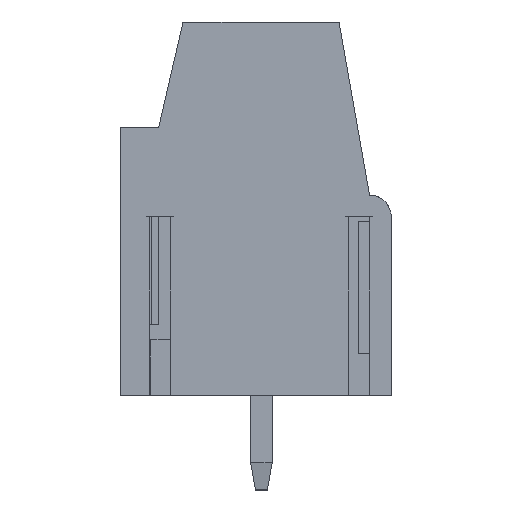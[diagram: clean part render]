
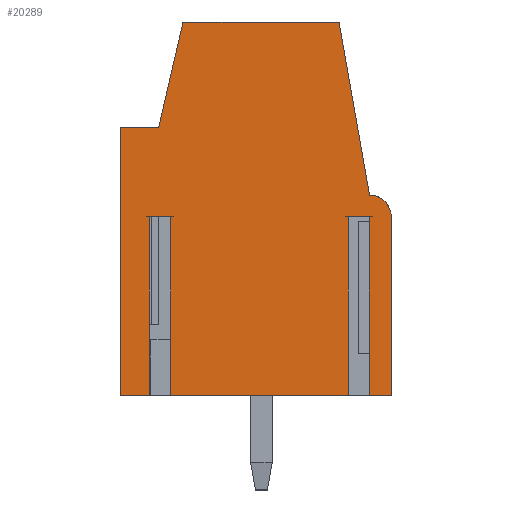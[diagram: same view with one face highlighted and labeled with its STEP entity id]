
A CAD part, left-side view. The second image highlights one B-rep face of the part: STEP entity #20289.
In plain terms, the highlighted planar face has unit normal (-1, 0, 0).
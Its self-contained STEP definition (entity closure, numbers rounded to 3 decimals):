
#20226=AXIS2_PLACEMENT_3D('Plane Axis2P3D',#20223,#20224,#20225) ;
#18157=CARTESIAN_POINT('Vertex',(0.,0.,3.5)) ;
#18160=CARTESIAN_POINT('Line Origine',(0.,0.405,3.5)) ;
#18164=CARTESIAN_POINT('Vertex',(0.,0.81,3.5)) ;
#18185=CARTESIAN_POINT('Vertex',(0.,1.59,3.5)) ;
#18188=CARTESIAN_POINT('Line Origine',(0.,4.875,3.5)) ;
#18192=CARTESIAN_POINT('Vertex',(0.,8.16,3.5)) ;
#18213=CARTESIAN_POINT('Vertex',(0.,8.94,3.5)) ;
#18216=CARTESIAN_POINT('Line Origine',(0.,9.47,3.5)) ;
#18220=CARTESIAN_POINT('Vertex',(0.,10.,3.5)) ;
#18649=CARTESIAN_POINT('Line Origine',(0.,10.,8.45)) ;
#18653=CARTESIAN_POINT('Vertex',(0.,10.,13.4)) ;
#18788=CARTESIAN_POINT('Vertex',(0.,8.6,13.4)) ;
#18791=CARTESIAN_POINT('Line Origine',(0.,8.15,15.35)) ;
#18795=CARTESIAN_POINT('Vertex',(0.,7.7,17.3)) ;
#18820=CARTESIAN_POINT('Line Origine',(0.,4.814,17.3)) ;
#18824=CARTESIAN_POINT('Vertex',(0.,1.928,17.3)) ;
#18881=CARTESIAN_POINT('Line Origine',(0.,1.364,14.1)) ;
#18885=CARTESIAN_POINT('Vertex',(0.,0.8,10.9)) ;
#18907=CARTESIAN_POINT('Control Point',(0.,0.,10.1)) ;
#18908=CARTESIAN_POINT('Control Point',(0.,0.,10.414)) ;
#18909=CARTESIAN_POINT('Control Point',(0.,0.168,10.732)) ;
#18910=CARTESIAN_POINT('Control Point',(0.,0.486,10.9)) ;
#18911=CARTESIAN_POINT('Control Point',(0.,0.8,10.9)) ;
#18912=CARTESIAN_POINT('Vertex',(0.,0.,10.1)) ;
#18933=CARTESIAN_POINT('Line Origine',(0.,0.,6.8)) ;
#20223=CARTESIAN_POINT('Axis2P3D Location',(0.,10.,0.3)) ;
#20228=CARTESIAN_POINT('Line Origine',(0.,1.59,6.8)) ;
#20232=CARTESIAN_POINT('Vertex',(0.,1.59,10.1)) ;
#20235=CARTESIAN_POINT('Line Origine',(0.,1.2,10.1)) ;
#20239=CARTESIAN_POINT('Vertex',(0.,0.81,10.1)) ;
#20242=CARTESIAN_POINT('Line Origine',(0.,0.81,6.8)) ;
#20247=CARTESIAN_POINT('Line Origine',(0.,9.3,13.4)) ;
#20252=CARTESIAN_POINT('Line Origine',(0.,8.94,6.8)) ;
#20256=CARTESIAN_POINT('Vertex',(0.,8.94,10.1)) ;
#20259=CARTESIAN_POINT('Line Origine',(0.,8.55,10.1)) ;
#20263=CARTESIAN_POINT('Vertex',(0.,8.16,10.1)) ;
#20266=CARTESIAN_POINT('Line Origine',(0.,8.16,6.8)) ;
#18161=DIRECTION('Vector Direction',(0.,-1.,0.)) ;
#18189=DIRECTION('Vector Direction',(0.,-1.,0.)) ;
#18217=DIRECTION('Vector Direction',(0.,-1.,0.)) ;
#18650=DIRECTION('Vector Direction',(0.,0.,-1.)) ;
#18792=DIRECTION('Vector Direction',(0.,0.225,-0.974)) ;
#18821=DIRECTION('Vector Direction',(0.,1.,0.)) ;
#18882=DIRECTION('Vector Direction',(0.,0.174,0.985)) ;
#18934=DIRECTION('Vector Direction',(0.,0.,1.)) ;
#20224=DIRECTION('Axis2P3D Direction',(-1.,0.,0.)) ;
#20225=DIRECTION('Axis2P3D XDirection',(0.,1.,0.)) ;
#20229=DIRECTION('Vector Direction',(0.,0.,1.)) ;
#20236=DIRECTION('Vector Direction',(0.,1.,0.)) ;
#20243=DIRECTION('Vector Direction',(0.,0.,1.)) ;
#20248=DIRECTION('Vector Direction',(0.,1.,0.)) ;
#20253=DIRECTION('Vector Direction',(0.,0.,1.)) ;
#20260=DIRECTION('Vector Direction',(0.,1.,0.)) ;
#20267=DIRECTION('Vector Direction',(0.,0.,1.)) ;
#18162=VECTOR('Line Direction',#18161,1.) ;
#18190=VECTOR('Line Direction',#18189,1.) ;
#18218=VECTOR('Line Direction',#18217,1.) ;
#18651=VECTOR('Line Direction',#18650,1.) ;
#18793=VECTOR('Line Direction',#18792,1.) ;
#18822=VECTOR('Line Direction',#18821,1.) ;
#18883=VECTOR('Line Direction',#18882,1.) ;
#18935=VECTOR('Line Direction',#18934,1.) ;
#20230=VECTOR('Line Direction',#20229,1.) ;
#20237=VECTOR('Line Direction',#20236,1.) ;
#20244=VECTOR('Line Direction',#20243,1.) ;
#20249=VECTOR('Line Direction',#20248,1.) ;
#20254=VECTOR('Line Direction',#20253,1.) ;
#20261=VECTOR('Line Direction',#20260,1.) ;
#20268=VECTOR('Line Direction',#20267,1.) ;
#20272=ORIENTED_EDGE('',*,*,#18194,.T.) ;
#20273=ORIENTED_EDGE('',*,*,#20234,.T.) ;
#20274=ORIENTED_EDGE('',*,*,#20241,.F.) ;
#20275=ORIENTED_EDGE('',*,*,#20246,.F.) ;
#20276=ORIENTED_EDGE('',*,*,#18166,.T.) ;
#20277=ORIENTED_EDGE('',*,*,#18937,.T.) ;
#20278=ORIENTED_EDGE('',*,*,#18914,.T.) ;
#20279=ORIENTED_EDGE('',*,*,#18887,.T.) ;
#20280=ORIENTED_EDGE('',*,*,#18826,.T.) ;
#20281=ORIENTED_EDGE('',*,*,#18797,.T.) ;
#20282=ORIENTED_EDGE('',*,*,#20251,.T.) ;
#20283=ORIENTED_EDGE('',*,*,#18655,.T.) ;
#20284=ORIENTED_EDGE('',*,*,#18222,.T.) ;
#20285=ORIENTED_EDGE('',*,*,#20258,.T.) ;
#20286=ORIENTED_EDGE('',*,*,#20265,.F.) ;
#20287=ORIENTED_EDGE('',*,*,#20270,.F.) ;
#20289=ADVANCED_FACE('2',(#20288),#20227,.T.) ;
#18906=B_SPLINE_CURVE_WITH_KNOTS('',4,(#18907,#18908,#18909,#18910,#18911),.UNSPECIFIED.,.F.,.U.,(5,5),(-0.628,0.628),.UNSPECIFIED.) ;
#18166=EDGE_CURVE('',#18165,#18158,#18163,.T.) ;
#18194=EDGE_CURVE('',#18193,#18186,#18191,.T.) ;
#18222=EDGE_CURVE('',#18221,#18214,#18219,.T.) ;
#18655=EDGE_CURVE('',#18654,#18221,#18652,.T.) ;
#18797=EDGE_CURVE('',#18796,#18789,#18794,.T.) ;
#18826=EDGE_CURVE('',#18825,#18796,#18823,.T.) ;
#18887=EDGE_CURVE('',#18886,#18825,#18884,.T.) ;
#18914=EDGE_CURVE('',#18913,#18886,#18906,.T.) ;
#18937=EDGE_CURVE('',#18158,#18913,#18936,.T.) ;
#20234=EDGE_CURVE('',#18186,#20233,#20231,.T.) ;
#20241=EDGE_CURVE('',#20240,#20233,#20238,.T.) ;
#20246=EDGE_CURVE('',#18165,#20240,#20245,.T.) ;
#20251=EDGE_CURVE('',#18789,#18654,#20250,.T.) ;
#20258=EDGE_CURVE('',#18214,#20257,#20255,.T.) ;
#20265=EDGE_CURVE('',#20264,#20257,#20262,.T.) ;
#20270=EDGE_CURVE('',#18193,#20264,#20269,.T.) ;
#20271=EDGE_LOOP('',(#20272,#20273,#20274,#20275,#20276,#20277,#20278,#20279,#20280,#20281,#20282,#20283,#20284,#20285,#20286,#20287)) ;
#20288=FACE_OUTER_BOUND('',#20271,.T.) ;
#18163=LINE('Line',#18160,#18162) ;
#18191=LINE('Line',#18188,#18190) ;
#18219=LINE('Line',#18216,#18218) ;
#18652=LINE('Line',#18649,#18651) ;
#18794=LINE('Line',#18791,#18793) ;
#18823=LINE('Line',#18820,#18822) ;
#18884=LINE('Line',#18881,#18883) ;
#18936=LINE('Line',#18933,#18935) ;
#20231=LINE('Line',#20228,#20230) ;
#20238=LINE('Line',#20235,#20237) ;
#20245=LINE('Line',#20242,#20244) ;
#20250=LINE('Line',#20247,#20249) ;
#20255=LINE('Line',#20252,#20254) ;
#20262=LINE('Line',#20259,#20261) ;
#20269=LINE('Line',#20266,#20268) ;
#20227=PLANE('',#20226) ;
#18158=VERTEX_POINT('',#18157) ;
#18165=VERTEX_POINT('',#18164) ;
#18186=VERTEX_POINT('',#18185) ;
#18193=VERTEX_POINT('',#18192) ;
#18214=VERTEX_POINT('',#18213) ;
#18221=VERTEX_POINT('',#18220) ;
#18654=VERTEX_POINT('',#18653) ;
#18789=VERTEX_POINT('',#18788) ;
#18796=VERTEX_POINT('',#18795) ;
#18825=VERTEX_POINT('',#18824) ;
#18886=VERTEX_POINT('',#18885) ;
#18913=VERTEX_POINT('',#18912) ;
#20233=VERTEX_POINT('',#20232) ;
#20240=VERTEX_POINT('',#20239) ;
#20257=VERTEX_POINT('',#20256) ;
#20264=VERTEX_POINT('',#20263) ;
